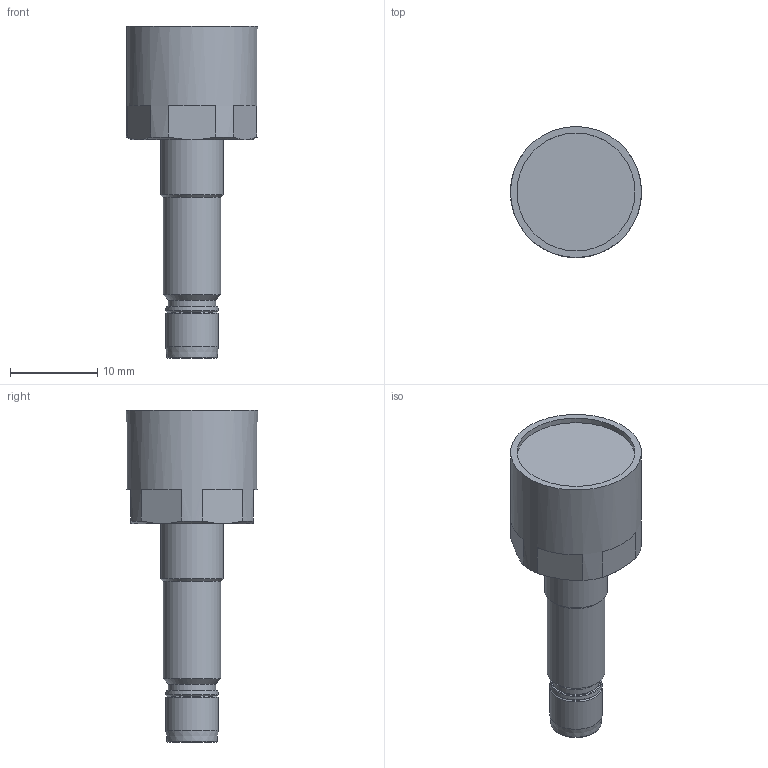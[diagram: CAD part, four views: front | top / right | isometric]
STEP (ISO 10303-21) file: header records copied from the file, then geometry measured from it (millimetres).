
FILE_DESCRIPTION(/* description */ ('STEP AP214'),/* implementation_level */ '2;1');
FILE_NAME(/* name */ '153384_MA-15-10-QS-6',/* time_stamp */ '2024-09-05T02:48:23+02:00',/* author */ ('License CC BY-ND 4.0'),/* organization */ ('CADENAS'),/* preprocessor_version */ 'ST-DEVELOPER v19.3',/* originating_system */ 'PARTsolutions',/* authorisation */ ' ');
FILE_SCHEMA (('AUTOMOTIVE_DESIGN {1 0 10303 214 3 1 1}'));
Length unit declared in the file: millimetre
Products named in the file (1): 153384 MA-15-10-QS-6
Bounding box: 15 x 15 x 38 mm (x, y, z)
Volume: 3009.2 mm3; surface area: 1498.8 mm2
Topology: 1 solids, 1 shells, 37 faces, 80 edges, 48 vertices
Faces by surface type: plane 17, cone 12, cylinder 6, torus 2
Full cylindrical faces by diameter (mm): 5.4 x1, 6 x1, 6.6 x1, 7.2 x1, 13.5 x1, 15 x1
Entity records: 964 total; most frequent: CARTESIAN_POINT 186, DIRECTION 164, ORIENTED_EDGE 130, AXIS2_PLACEMENT_3D 73, EDGE_CURVE 65, EDGE_LOOP 54, FACE_BOUND 54, VERTEX_POINT 47
